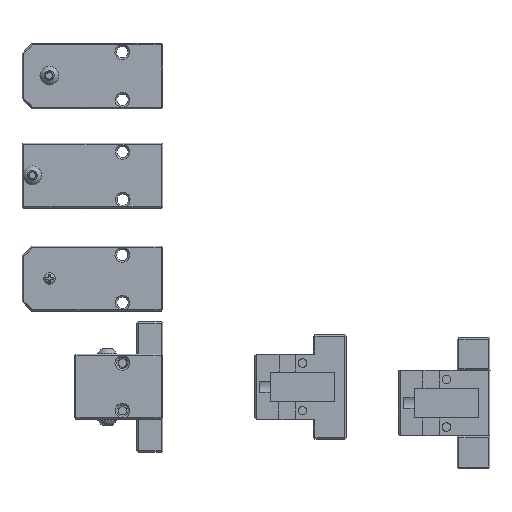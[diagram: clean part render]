
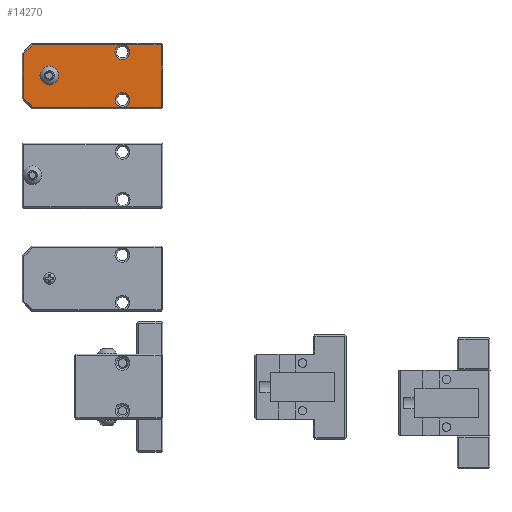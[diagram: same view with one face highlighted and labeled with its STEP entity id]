
A CAD part, top view. The second image highlights one B-rep face of the part: STEP entity #14270.
In plain terms, the highlighted planar face has unit normal (0, 0, 1).
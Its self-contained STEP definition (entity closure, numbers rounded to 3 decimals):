
#488=FACE_BOUND('',#2780,.T.);
#1314=CIRCLE('',#15439,2.25);
#1316=CIRCLE('',#15441,2.25);
#1318=CIRCLE('',#15446,2.25);
#1320=CIRCLE('',#15448,2.25);
#1322=CIRCLE('',#15453,2.25);
#1965=FACE_OUTER_BOUND('',#2779,.T.);
#2779=EDGE_LOOP('',(#11877,#11878,#11879,#11880,#11881,#11882,#11883,#11884,
#11885,#11886,#11887,#11888));
#2780=EDGE_LOOP('',(#11889));
#3809=LINE('',#36014,#5078);
#3814=LINE('',#36023,#5083);
#3817=LINE('',#36042,#5086);
#3822=LINE('',#36051,#5091);
#3824=LINE('',#36058,#5093);
#3825=LINE('',#36060,#5094);
#3826=LINE('',#36061,#5095);
#3827=LINE('',#36062,#5096);
#5078=VECTOR('',#17968,10.);
#5083=VECTOR('',#17973,10.);
#5086=VECTOR('',#17990,10.);
#5091=VECTOR('',#17995,10.);
#5093=VECTOR('',#18003,10.);
#5094=VECTOR('',#18004,10.);
#5095=VECTOR('',#18005,10.);
#5096=VECTOR('',#18006,10.);
#6497=VERTEX_POINT('',#36001);
#6498=VERTEX_POINT('',#36002);
#6499=VERTEX_POINT('',#36006);
#6501=VERTEX_POINT('',#36013);
#6505=VERTEX_POINT('',#36021);
#6507=VERTEX_POINT('',#36029);
#6508=VERTEX_POINT('',#36030);
#6509=VERTEX_POINT('',#36034);
#6511=VERTEX_POINT('',#36041);
#6515=VERTEX_POINT('',#36049);
#6517=VERTEX_POINT('',#36057);
#6518=VERTEX_POINT('',#36059);
#6519=VERTEX_POINT('',#36063);
#8352=EDGE_CURVE('',#6498,#6499,#1314,.T.);
#8355=EDGE_CURVE('',#6499,#6497,#1316,.T.);
#8356=EDGE_CURVE('',#6497,#6501,#3809,.T.);
#8361=EDGE_CURVE('',#6505,#6498,#3814,.T.);
#8365=EDGE_CURVE('',#6508,#6509,#1318,.T.);
#8368=EDGE_CURVE('',#6509,#6507,#1320,.T.);
#8369=EDGE_CURVE('',#6507,#6511,#3817,.T.);
#8374=EDGE_CURVE('',#6515,#6508,#3822,.T.);
#8377=EDGE_CURVE('',#6517,#6505,#3824,.T.);
#8378=EDGE_CURVE('',#6518,#6517,#3825,.T.);
#8379=EDGE_CURVE('',#6511,#6518,#3826,.T.);
#8380=EDGE_CURVE('',#6501,#6515,#3827,.T.);
#8381=EDGE_CURVE('',#6519,#6519,#1322,.T.);
#11877=ORIENTED_EDGE('',*,*,#8352,.F.);
#11878=ORIENTED_EDGE('',*,*,#8361,.F.);
#11879=ORIENTED_EDGE('',*,*,#8377,.F.);
#11880=ORIENTED_EDGE('',*,*,#8378,.F.);
#11881=ORIENTED_EDGE('',*,*,#8379,.F.);
#11882=ORIENTED_EDGE('',*,*,#8369,.F.);
#11883=ORIENTED_EDGE('',*,*,#8368,.F.);
#11884=ORIENTED_EDGE('',*,*,#8365,.F.);
#11885=ORIENTED_EDGE('',*,*,#8374,.F.);
#11886=ORIENTED_EDGE('',*,*,#8380,.F.);
#11887=ORIENTED_EDGE('',*,*,#8356,.F.);
#11888=ORIENTED_EDGE('',*,*,#8355,.F.);
#11889=ORIENTED_EDGE('',*,*,#8381,.F.);
#13567=PLANE('',#15452);
#14270=ADVANCED_FACE('',(#1965,#488),#13567,.T.);
#15439=AXIS2_PLACEMENT_3D('',#36007,#17959,#17960);
#15441=AXIS2_PLACEMENT_3D('',#36011,#17964,#17965);
#15446=AXIS2_PLACEMENT_3D('',#36035,#17981,#17982);
#15448=AXIS2_PLACEMENT_3D('',#36039,#17986,#17987);
#15452=AXIS2_PLACEMENT_3D('',#36056,#18001,#18002);
#15453=AXIS2_PLACEMENT_3D('',#36064,#18007,#18008);
#17959=DIRECTION('center_axis',(0.,0.,
1.));
#17960=DIRECTION('ref_axis',(-1.,0.,0.));
#17964=DIRECTION('center_axis',(0.,0.,
1.));
#17965=DIRECTION('ref_axis',(-1.,0.,0.));
#17968=DIRECTION('',(1.,0.,0.));
#17973=DIRECTION('',(1.,0.,0.));
#17981=DIRECTION('center_axis',(0.,0.,
1.));
#17982=DIRECTION('ref_axis',(1.,0.,0.));
#17986=DIRECTION('center_axis',(0.,0.,
1.));
#17987=DIRECTION('ref_axis',(1.,0.,0.));
#17990=DIRECTION('',(-1.,0.,0.));
#17995=DIRECTION('',(-1.,0.,0.));
#18001=DIRECTION('center_axis',(0.,0.,
1.));
#18002=DIRECTION('ref_axis',(0.,1.,0.));
#18003=DIRECTION('',(0.707,0.707,0.));
#18004=DIRECTION('',(0.,1.,0.));
#18005=DIRECTION('',(-0.707,0.707,0.));
#18006=DIRECTION('',(0.,-1.,0.));
#18007=DIRECTION('center_axis',(0.,0.,
1.));
#18008=DIRECTION('ref_axis',(1.,0.,0.));
#36001=CARTESIAN_POINT('',(57.068,113.503,14.5));
#36002=CARTESIAN_POINT('',(56.179,113.503,14.5));
#36006=CARTESIAN_POINT('',(58.874,111.297,14.5));
#36007=CARTESIAN_POINT('Origin',(56.624,111.297,14.5));
#36011=CARTESIAN_POINT('Origin',(56.624,111.297,14.5));
#36013=CARTESIAN_POINT('',(68.45,113.503,14.5));
#36014=CARTESIAN_POINT('',(54.95,113.503,14.5));
#36021=CARTESIAN_POINT('',(29.157,113.503,14.5));
#36023=CARTESIAN_POINT('',(54.95,113.503,14.5));
#36029=CARTESIAN_POINT('',(56.309,94.503,14.5));
#36030=CARTESIAN_POINT('',(57.037,94.503,14.5));
#36034=CARTESIAN_POINT('',(54.423,96.723,14.5));
#36035=CARTESIAN_POINT('Origin',(56.673,96.723,14.5));
#36039=CARTESIAN_POINT('Origin',(56.673,96.723,14.5));
#36041=CARTESIAN_POINT('',(29.157,94.503,14.5));
#36042=CARTESIAN_POINT('',(54.95,94.503,14.5));
#36049=CARTESIAN_POINT('',(68.45,94.503,14.5));
#36051=CARTESIAN_POINT('',(54.95,94.503,14.5));
#36056=CARTESIAN_POINT('Origin',(54.95,104.003,14.5));
#36057=CARTESIAN_POINT('',(26.45,110.795,14.5));
#36058=CARTESIAN_POINT('',(33.054,117.399,14.5));
#36059=CARTESIAN_POINT('',(26.45,97.21,14.5));
#36060=CARTESIAN_POINT('',(26.45,104.003,14.5));
#36061=CARTESIAN_POINT('',(33.054,90.606,14.5));
#36062=CARTESIAN_POINT('',(68.45,104.003,14.5));
#36063=CARTESIAN_POINT('',(32.027,104.108,14.5));
#36064=CARTESIAN_POINT('Origin',(34.277,104.108,14.5));
